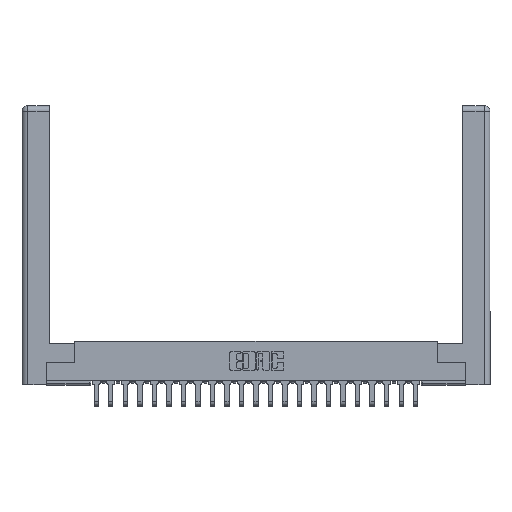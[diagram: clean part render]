
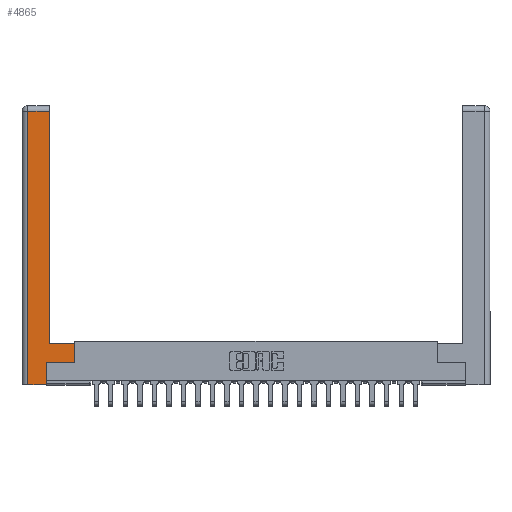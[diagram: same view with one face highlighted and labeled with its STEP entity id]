
A CAD part, top view. The second image highlights one B-rep face of the part: STEP entity #4865.
In plain terms, the highlighted planar face has unit normal (0, 0, 1).
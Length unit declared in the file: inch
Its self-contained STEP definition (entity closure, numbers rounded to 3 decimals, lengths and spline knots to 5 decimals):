
#3 = VECTOR ( 'NONE', #10643, 39.37008 ) ;
#380 = CARTESIAN_POINT ( 'NONE',  ( 0.265, 0.245, 0. ) ) ;
#768 = DIRECTION ( 'NONE',  ( 0., 1., 0. ) ) ;
#1497 = DIRECTION ( 'NONE',  ( 1., 0., 0. ) ) ;
#2101 = EDGE_CURVE ( 'NONE', #12418, #15011, #18538, .T. ) ;
#2327 = CARTESIAN_POINT ( 'NONE',  ( 0.565, 0.245, 0. ) ) ;
#2454 = CARTESIAN_POINT ( 'NONE',  ( 0.0615, 0., 0. ) ) ;
#3539 = EDGE_CURVE ( 'NONE', #15011, #14433, #3809, .T. ) ;
#3809 = LINE ( 'NONE', #20162, #13915 ) ;
#3949 = VECTOR ( 'NONE', #6787, 39.37008 ) ;
#3994 = CARTESIAN_POINT ( 'NONE',  ( 0.265, 0., 0. ) ) ;
#4861 = LINE ( 'NONE', #380, #26042 ) ;
#4865 = ADVANCED_FACE ( 'NONE', ( #12386 ), #12521, .F. ) ;
#5024 = VECTOR ( 'NONE', #20980, 39.37008 ) ;
#6527 = LINE ( 'NONE', #12781, #3949 ) ;
#6756 = DIRECTION ( 'NONE',  ( -1., 0., 0. ) ) ;
#6787 = DIRECTION ( 'NONE',  ( -1., 0., 0. ) ) ;
#7405 = EDGE_CURVE ( 'NONE', #23581, #8274, #20989, .T. ) ;
#7756 = EDGE_CURVE ( 'NONE', #24823, #12418, #6527, .T. ) ;
#8199 = ORIENTED_EDGE ( 'NONE', *, *, #16711, .T. ) ;
#8274 = VERTEX_POINT ( 'NONE', #20651 ) ;
#8593 = DIRECTION ( 'NONE',  ( -1., 0., 0. ) ) ;
#9071 = LINE ( 'NONE', #14943, #10684 ) ;
#9894 = ORIENTED_EDGE ( 'NONE', *, *, #26159, .T. ) ;
#10198 = CARTESIAN_POINT ( 'NONE',  ( 0.0615, 2.94, 0. ) ) ;
#10240 = ORIENTED_EDGE ( 'NONE', *, *, #25342, .T. ) ;
#10643 = DIRECTION ( 'NONE',  ( 1., 0., 0. ) ) ;
#10684 = VECTOR ( 'NONE', #21470, 39.37008 ) ;
#10772 = DIRECTION ( 'NONE',  ( 0., -1., 0. ) ) ;
#10892 = LINE ( 'NONE', #18943, #5024 ) ;
#11103 = ORIENTED_EDGE ( 'NONE', *, *, #15997, .T. ) ;
#11171 = VERTEX_POINT ( 'NONE', #11940 ) ;
#11326 = LINE ( 'NONE', #25404, #26064 ) ;
#11940 = CARTESIAN_POINT ( 'NONE',  ( 0.565, 0.45, 0. ) ) ;
#12386 = FACE_OUTER_BOUND ( 'NONE', #24982, .T. ) ;
#12418 = VERTEX_POINT ( 'NONE', #10198 ) ;
#12521 = PLANE ( 'NONE',  #21307 ) ;
#12781 = CARTESIAN_POINT ( 'NONE',  ( 0.0615, 2.94, 0. ) ) ;
#12922 = DIRECTION ( 'NONE',  ( 0., 0., -1. ) ) ;
#13915 = VECTOR ( 'NONE', #1497, 39.37008 ) ;
#14433 = VERTEX_POINT ( 'NONE', #3994 ) ;
#14943 = CARTESIAN_POINT ( 'NONE',  ( 0.565, 0.45, 0. ) ) ;
#15011 = VERTEX_POINT ( 'NONE', #20556 ) ;
#15320 = VECTOR ( 'NONE', #10772, 39.37008 ) ;
#15684 = VERTEX_POINT ( 'NONE', #18091 ) ;
#15997 = EDGE_CURVE ( 'NONE', #8274, #11171, #9071, .T. ) ;
#16711 = EDGE_CURVE ( 'NONE', #15684, #24823, #10892, .T. ) ;
#17706 = ORIENTED_EDGE ( 'NONE', *, *, #7405, .T. ) ;
#18091 = CARTESIAN_POINT ( 'NONE',  ( 0.295, 0.45, 0. ) ) ;
#18538 = LINE ( 'NONE', #2454, #15320 ) ;
#18808 = CARTESIAN_POINT ( 'NONE',  ( 0., 0., 0. ) ) ;
#18943 = CARTESIAN_POINT ( 'NONE',  ( 0.295, 3., 0. ) ) ;
#20162 = CARTESIAN_POINT ( 'NONE',  ( 0.265, 0., 0. ) ) ;
#20556 = CARTESIAN_POINT ( 'NONE',  ( 0.0615, 0., 0. ) ) ;
#20651 = CARTESIAN_POINT ( 'NONE',  ( 0.565, 0.245, 0. ) ) ;
#20980 = DIRECTION ( 'NONE',  ( 0., 1., 0. ) ) ;
#20989 = LINE ( 'NONE', #2327, #3 ) ;
#21133 = ORIENTED_EDGE ( 'NONE', *, *, #2101, .T. ) ;
#21307 = AXIS2_PLACEMENT_3D ( 'NONE', #18808, #12922, #8593 ) ;
#21470 = DIRECTION ( 'NONE',  ( 0., 1., 0. ) ) ;
#21770 = ORIENTED_EDGE ( 'NONE', *, *, #7756, .T. ) ;
#23482 = CARTESIAN_POINT ( 'NONE',  ( 0.265, 0.245, 0. ) ) ;
#23513 = CARTESIAN_POINT ( 'NONE',  ( 0.295, 2.94, 0. ) ) ;
#23581 = VERTEX_POINT ( 'NONE', #23482 ) ;
#24823 = VERTEX_POINT ( 'NONE', #23513 ) ;
#24982 = EDGE_LOOP ( 'NONE', ( #8199, #21770, #21133, #25656, #9894, #17706, #11103, #10240 ) ) ;
#25342 = EDGE_CURVE ( 'NONE', #11171, #15684, #11326, .T. ) ;
#25404 = CARTESIAN_POINT ( 'NONE',  ( 0.295, 0.45, 0. ) ) ;
#25656 = ORIENTED_EDGE ( 'NONE', *, *, #3539, .T. ) ;
#26042 = VECTOR ( 'NONE', #768, 39.37008 ) ;
#26064 = VECTOR ( 'NONE', #6756, 39.37008 ) ;
#26159 = EDGE_CURVE ( 'NONE', #14433, #23581, #4861, .T. ) ;
